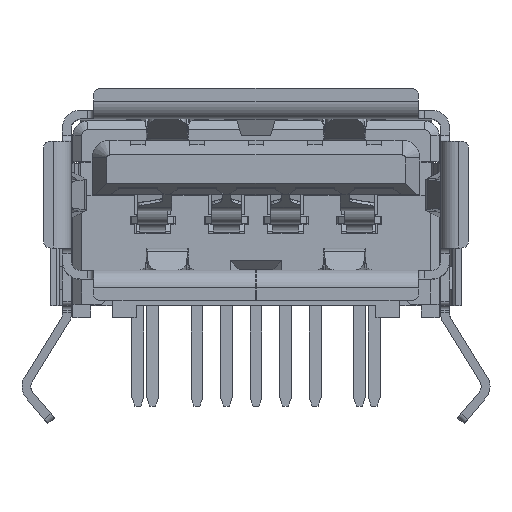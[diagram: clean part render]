
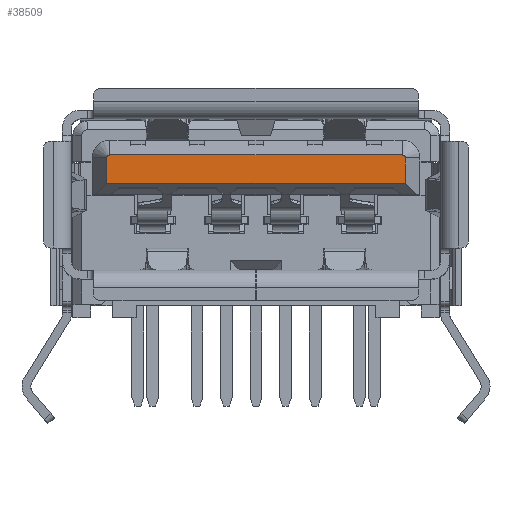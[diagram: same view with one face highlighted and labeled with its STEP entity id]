
A CAD part, top view. The second image highlights one B-rep face of the part: STEP entity #38509.
In plain terms, the highlighted planar face has unit normal (0, 0, 1).
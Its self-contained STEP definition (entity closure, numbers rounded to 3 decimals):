
#872=DIRECTION('',(-1.,0.,0.));
#873=VECTOR('',#872,9.9);
#874=CARTESIAN_POINT('',(5.294,1.918,10.15));
#875=LINE('',#874,#873);
#1810=DIRECTION('',(1.,0.,0.));
#1811=VECTOR('',#1810,10.1);
#1812=CARTESIAN_POINT('',(-4.706,0.958,
10.15));
#1813=LINE('',#1812,#1811);
#4989=CARTESIAN_POINT('',(5.294,1.818,10.15));
#4990=DIRECTION('',(0.,0.,-1.));
#4991=DIRECTION('',(0.,1.,0.));
#4992=AXIS2_PLACEMENT_3D('',#4989,#4990,#4991);
#4994=DIRECTION('',(0.,1.,0.));
#4995=VECTOR('',#4994,0.86);
#4996=CARTESIAN_POINT('',(-4.706,0.958,
10.15));
#4997=LINE('',#4996,#4995);
#4998=CARTESIAN_POINT('',(-4.606,1.818,10.15));
#4999=DIRECTION('',(0.,0.,-1.));
#5000=DIRECTION('',(-1.,0.,0.));
#5001=AXIS2_PLACEMENT_3D('',#4998,#4999,#5000);
#5016=DIRECTION('',(0.,1.,0.));
#5017=VECTOR('',#5016,0.86);
#5018=CARTESIAN_POINT('',(5.394,0.958,10.15));
#5019=LINE('',#5018,#5017);
#26721=CARTESIAN_POINT('',(5.294,1.918,10.15));
#26722=VERTEX_POINT('',#26721);
#26723=CARTESIAN_POINT('',(-4.606,1.918,
10.15));
#26724=VERTEX_POINT('',#26723);
#27149=CARTESIAN_POINT('',(-4.706,0.958,
10.15));
#27150=VERTEX_POINT('',#27149);
#27151=CARTESIAN_POINT('',(5.394,0.958,
10.15));
#27152=VERTEX_POINT('',#27151);
#31039=CARTESIAN_POINT('',(5.394,1.818,10.15));
#31040=VERTEX_POINT('',#31039);
#31041=CARTESIAN_POINT('',(-4.706,1.818,
10.15));
#31042=VERTEX_POINT('',#31041);
#38493=CARTESIAN_POINT('',(0.344,1.438,10.15));
#38494=DIRECTION('',(0.,0.,1.));
#38495=DIRECTION('',(1.,0.,0.));
#38496=AXIS2_PLACEMENT_3D('',#38493,#38494,#38495);
#38497=PLANE('',#38496);
#38498=ORIENTED_EDGE('',*,*,#34386,.F.);
#38500=ORIENTED_EDGE('',*,*,#38499,.T.);
#38502=ORIENTED_EDGE('',*,*,#38501,.F.);
#38503=ORIENTED_EDGE('',*,*,#35279,.F.);
#38505=ORIENTED_EDGE('',*,*,#38504,.T.);
#38506=ORIENTED_EDGE('',*,*,#38485,.T.);
#38507=EDGE_LOOP('',(#38498,#38500,#38502,#38503,#38505,#38506));
#38508=FACE_OUTER_BOUND('',#38507,.F.);
#38509=ADVANCED_FACE('',(#38508),#38497,.T.);
#4993=CIRCLE('',#4992,0.1);
#5002=CIRCLE('',#5001,0.1);
#34386=EDGE_CURVE('',#26722,#26724,#875,.T.);
#35279=EDGE_CURVE('',#27150,#27152,#1813,.T.);
#38485=EDGE_CURVE('',#31042,#26724,#5002,.T.);
#38499=EDGE_CURVE('',#26722,#31040,#4993,.T.);
#38501=EDGE_CURVE('',#27152,#31040,#5019,.T.);
#38504=EDGE_CURVE('',#27150,#31042,#4997,.T.);
